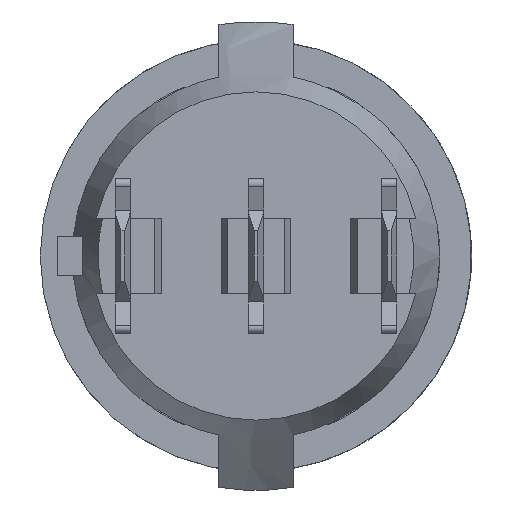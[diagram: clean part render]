
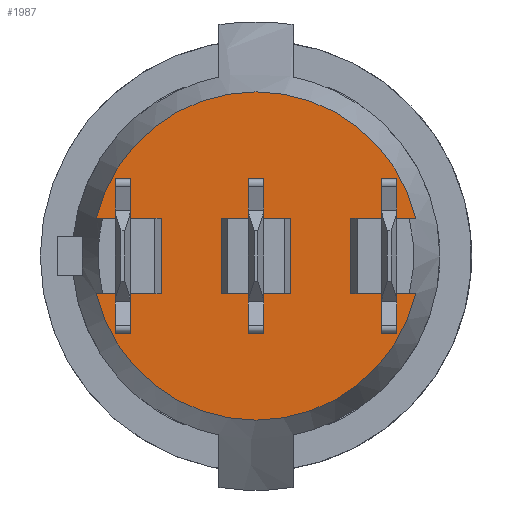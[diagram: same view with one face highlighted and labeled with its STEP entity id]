
A CAD part, front view. The second image highlights one B-rep face of the part: STEP entity #1987.
In plain terms, the highlighted planar face has unit normal (0, -1, 0).
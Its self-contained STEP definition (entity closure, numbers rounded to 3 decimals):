
#66=FACE_BOUND($,#628,.T.);
#143=LINE($,#3221,#298);
#147=LINE($,#3233,#302);
#149=LINE($,#3239,#304);
#152=LINE($,#3245,#307);
#158=LINE($,#3256,#313);
#159=LINE($,#3258,#314);
#161=LINE($,#3266,#316);
#162=LINE($,#3268,#317);
#163=LINE($,#3276,#318);
#166=LINE($,#3281,#321);
#298=VECTOR($,#2490,3.468);
#302=VECTOR($,#2496,3.468);
#304=VECTOR($,#2500,3.7);
#307=VECTOR($,#2505,4.);
#313=VECTOR($,#2515,4.);
#314=VECTOR($,#2518,3.7);
#316=VECTOR($,#2522,3.468);
#317=VECTOR($,#2525,4.);
#318=VECTOR($,#2528,3.468);
#321=VECTOR($,#2533,4.);
#423=PLANE($,#2155);
#517=FACE_OUTER_BOUND($,#627,.T.);
#627=EDGE_LOOP($,(#1643,#1644,#1645,#1646,#1647,#1648,#1649,#1650));
#628=EDGE_LOOP($,(#1651,#1652,#1653,#1654));
#746=CIRCLE($,#2156,8.75);
#747=CIRCLE($,#2157,8.75);
#932=VERTEX_POINT($,#3216);
#933=VERTEX_POINT($,#3220);
#934=VERTEX_POINT($,#3224);
#937=VERTEX_POINT($,#3231);
#939=VERTEX_POINT($,#3236);
#940=VERTEX_POINT($,#3238);
#942=VERTEX_POINT($,#3244);
#945=VERTEX_POINT($,#3254);
#946=VERTEX_POINT($,#3260);
#947=VERTEX_POINT($,#3264);
#949=VERTEX_POINT($,#3271);
#950=VERTEX_POINT($,#3275);
#1178=EDGE_CURVE($,#933,#932,#143,.T.);
#1183=EDGE_CURVE($,#934,#937,#147,.T.);
#1185=EDGE_CURVE($,#940,#939,#149,.T.);
#1188=EDGE_CURVE($,#942,#940,#152,.T.);
#1194=EDGE_CURVE($,#939,#945,#158,.T.);
#1195=EDGE_CURVE($,#945,#942,#159,.T.);
#1198=EDGE_CURVE($,#946,#947,#161,.T.);
#1199=EDGE_CURVE($,#947,#933,#162,.T.);
#1201=EDGE_CURVE($,#950,#949,#163,.T.);
#1204=EDGE_CURVE($,#937,#950,#166,.T.);
#1207=EDGE_CURVE($,#932,#934,#746,.T.);
#1208=EDGE_CURVE($,#949,#946,#747,.T.);
#1643=ORIENTED_EDGE($,*,*,#1198,.T.);
#1644=ORIENTED_EDGE($,*,*,#1199,.T.);
#1645=ORIENTED_EDGE($,*,*,#1178,.T.);
#1646=ORIENTED_EDGE($,*,*,#1207,.T.);
#1647=ORIENTED_EDGE($,*,*,#1183,.T.);
#1648=ORIENTED_EDGE($,*,*,#1204,.T.);
#1649=ORIENTED_EDGE($,*,*,#1201,.T.);
#1650=ORIENTED_EDGE($,*,*,#1208,.T.);
#1651=ORIENTED_EDGE($,*,*,#1185,.T.);
#1652=ORIENTED_EDGE($,*,*,#1194,.T.);
#1653=ORIENTED_EDGE($,*,*,#1195,.T.);
#1654=ORIENTED_EDGE($,*,*,#1188,.T.);
#1987=ADVANCED_FACE($,(#517,#66),#423,.T.);
#2155=AXIS2_PLACEMENT_3D($,#3285,#2539,#2540);
#2156=AXIS2_PLACEMENT_3D($,#3286,#2541,#2542);
#2157=AXIS2_PLACEMENT_3D($,#3287,#2543,#2544);
#2490=DIRECTION($,(1.,0.,0.));
#2496=DIRECTION($,(1.,0.,0.));
#2500=DIRECTION($,(-1.,0.,0.));
#2505=DIRECTION($,(0.,0.,-1.));
#2515=DIRECTION($,(0.,0.,1.));
#2518=DIRECTION($,(1.,0.,0.));
#2522=DIRECTION($,(-1.,0.,0.));
#2525=DIRECTION($,(0.,0.,1.));
#2528=DIRECTION($,(-1.,0.,0.));
#2533=DIRECTION($,(0.,0.,-1.));
#2539=DIRECTION('center_axis',(0.,-1.,0.));
#2540=DIRECTION('ref_axis',(0.,0.,-1.));
#2541=DIRECTION('center_axis',(0.,-1.,0.));
#2542=DIRECTION('ref_axis',(1.,0.,0.));
#2543=DIRECTION('center_axis',(0.,-1.,0.));
#2544=DIRECTION('ref_axis',(1.,0.,0.));
#3216=CARTESIAN_POINT('',(8.518,-16.5,2.));
#3220=CARTESIAN_POINT('',(5.05,-16.5,2.));
#3221=CARTESIAN_POINT($,(3.45,-16.5,2.));
#3224=CARTESIAN_POINT('',(-8.518,-16.5,2.));
#3231=CARTESIAN_POINT('',(-5.05,-16.5,2.));
#3233=CARTESIAN_POINT($,(-3.45,-16.5,2.));
#3236=CARTESIAN_POINT('',(-1.85,-16.5,-2.));
#3238=CARTESIAN_POINT('',(1.85,-16.5,-2.));
#3239=CARTESIAN_POINT($,(0.,-16.5,-2.));
#3244=CARTESIAN_POINT('',(1.85,-16.5,2.));
#3245=CARTESIAN_POINT($,(1.85,-16.5,0.));
#3254=CARTESIAN_POINT('',(-1.85,-16.5,2.));
#3256=CARTESIAN_POINT($,(-1.85,-16.5,0.));
#3258=CARTESIAN_POINT($,(0.,-16.5,2.));
#3260=CARTESIAN_POINT('',(8.518,-16.5,-2.));
#3264=CARTESIAN_POINT('',(5.05,-16.5,-2.));
#3266=CARTESIAN_POINT($,(3.45,-16.5,-2.));
#3268=CARTESIAN_POINT($,(5.05,-16.5,0.));
#3271=CARTESIAN_POINT('',(-8.518,-16.5,-2.));
#3275=CARTESIAN_POINT('',(-5.05,-16.5,-2.));
#3276=CARTESIAN_POINT($,(-3.45,-16.5,-2.));
#3281=CARTESIAN_POINT($,(-5.05,-16.5,0.));
#3285=CARTESIAN_POINT('Origin',(0.,-16.5,0.));
#3286=CARTESIAN_POINT('Origin',(0.,-16.5,0.));
#3287=CARTESIAN_POINT('Origin',(0.,-16.5,0.));
